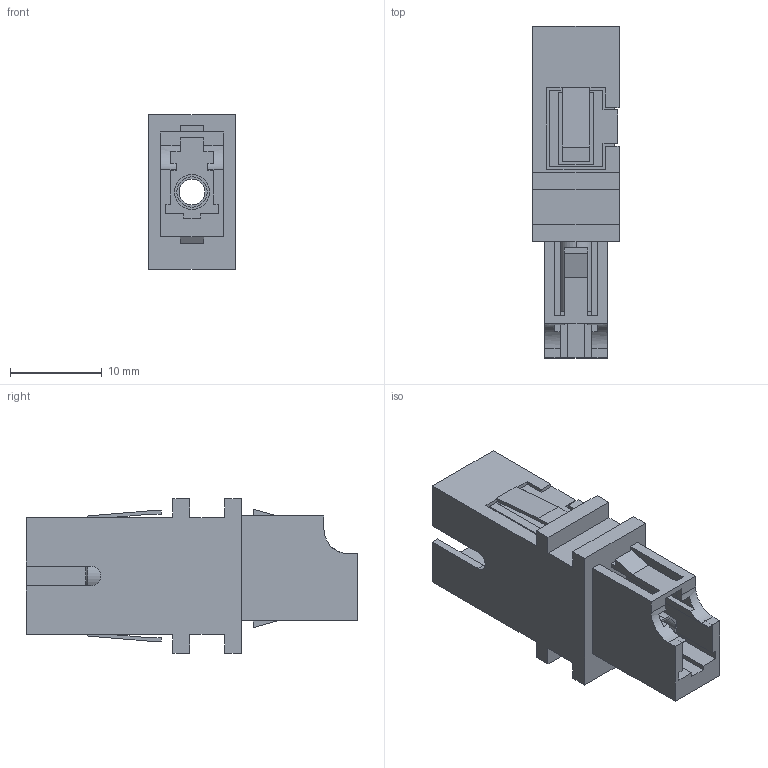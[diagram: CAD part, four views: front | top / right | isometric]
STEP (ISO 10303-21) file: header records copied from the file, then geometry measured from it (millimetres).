
FILE_DESCRIPTION (( 'STEP AP203' ), '1' );
FILE_NAME ('FOA-014.STEP', '2006-06-30T18:46:44', ( ' ' ), ( ' ' ), 'SwSTEP 2.0', 'SolidWorks 2005354', '' );
FILE_SCHEMA (( 'CONFIG_CONTROL_DESIGN' ));
Length unit declared in the file: inch
Products named in the file (2): FOA-014
Assembly tree (1 placements, depth 2):
  FOA-014
    FOA-014
Bounding box: 9.4 x 36.17 x 16.89 mm (x, y, z)
Volume: 2458.7 mm3; surface area: 3534.6 mm2
Topology: 2 solids, 2 shells, 169 faces, 492 edges, 326 vertices
Faces by surface type: plane 154, cylinder 11, cone 4
Entity records: 5700 total; most frequent: CARTESIAN_POINT 991, ORIENTED_EDGE 984, DIRECTION 866, EDGE_CURVE 492, VECTOR 464, LINE 464, VERTEX_POINT 326, AXIS2_PLACEMENT_3D 201
